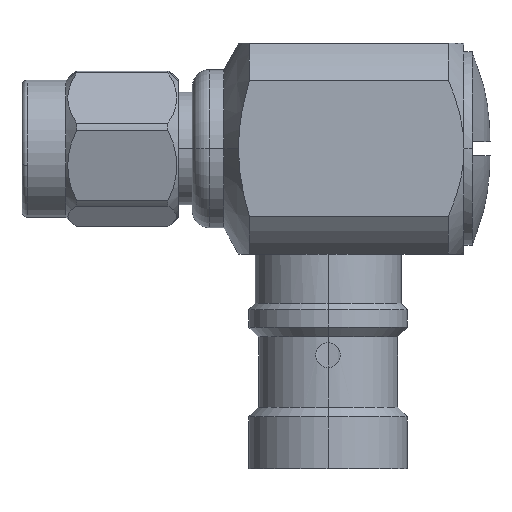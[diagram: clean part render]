
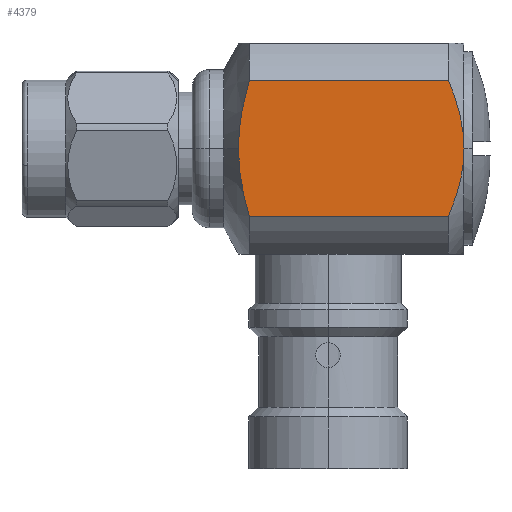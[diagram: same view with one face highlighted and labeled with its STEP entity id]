
A CAD part, top view. The second image highlights one B-rep face of the part: STEP entity #4379.
In plain terms, the highlighted planar face has unit normal (0, 0, 1).
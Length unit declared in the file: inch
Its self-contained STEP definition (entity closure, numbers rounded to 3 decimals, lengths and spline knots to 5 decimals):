
#10 = CARTESIAN_POINT ( 'NONE',  ( 30.82041, 17.63864, 0.23622 ) ) ;
#13 = CARTESIAN_POINT ( 'NONE',  ( 30.81309, 17.614, 0.23622 ) ) ;
#130 = B_SPLINE_CURVE_WITH_KNOTS ( 'NONE', 3,
 ( #1321, #3846, #2807, #623, #1696, #4202, #991, #4576 ),
 .UNSPECIFIED., .F., .F.,
 ( 4, 2, 2, 4 ),
 ( 0.00557, 0.00721, 0.00802, 0.00884 ),
 .UNSPECIFIED. ) ;
#205 = EDGE_LOOP ( 'NONE', ( #2335, #333, #1304, #498, #3733, #2941, #1197 ) ) ;
#333 = ORIENTED_EDGE ( 'NONE', *, *, #4364, .T. ) ;
#337 = VERTEX_POINT ( 'NONE', #3793 ) ;
#377 = CARTESIAN_POINT ( 'NONE',  ( 30.79583, 17.49928, 0.23622 ) ) ;
#396 = CARTESIAN_POINT ( 'NONE',  ( 30.80043, 17.55101, 0.23622 ) ) ;
#407 = LINE ( 'NONE', #963, #1802 ) ;
#472 = CARTESIAN_POINT ( 'NONE',  ( 30.81306, 17.35877, 0.23622 ) ) ;
#498 = ORIENTED_EDGE ( 'NONE', *, *, #2578, .F. ) ;
#516 = B_SPLINE_CURVE_WITH_KNOTS ( 'NONE', 3,
 ( #778, #2905, #4384, #1857, #472, #1542 ),
 .UNSPECIFIED., .F., .F.,
 ( 4, 2, 4 ),
 ( 0.02102, 0.02297, 0.02493 ),
 .UNSPECIFIED. ) ;
#539 = EDGE_CURVE ( 'NONE', #983, #1537, #3759, .T. ) ;
#562 = VECTOR ( 'NONE', #3828, 39.37008 ) ;
#571 = CARTESIAN_POINT ( 'NONE',  ( 31.29968, 17.5148, 0.23622 ) ) ;
#623 = CARTESIAN_POINT ( 'NONE',  ( 31.29045, 17.40484, 0.23622 ) ) ;
#778 = CARTESIAN_POINT ( 'NONE',  ( 30.79583, 17.48634, 0.23622 ) ) ;
#963 = CARTESIAN_POINT ( 'NONE',  ( 31.29968, 17.25012, 0.23622 ) ) ;
#983 = VERTEX_POINT ( 'NONE', #571 ) ;
#991 = CARTESIAN_POINT ( 'NONE',  ( 31.29867, 17.44715, 0.23622 ) ) ;
#1005 = CARTESIAN_POINT ( 'NONE',  ( 30.82041, 17.63864, 0.23622 ) ) ;
#1050 = EDGE_CURVE ( 'NONE', #4648, #1818, #130, .T. ) ;
#1124 = CARTESIAN_POINT ( 'NONE',  ( 30.79873, 17.53821, 0.23622 ) ) ;
#1173 = LINE ( 'NONE', #3455, #562 ) ;
#1197 = ORIENTED_EDGE ( 'NONE', *, *, #539, .T. ) ;
#1304 = ORIENTED_EDGE ( 'NONE', *, *, #2813, .T. ) ;
#1321 = CARTESIAN_POINT ( 'NONE',  ( 31.26588, 17.33403, 0.23622 ) ) ;
#1393 = FACE_OUTER_BOUND ( 'NONE', #205, .T. ) ;
#1434 = CARTESIAN_POINT ( 'NONE',  ( 31.26588, 17.63864, 0.23622 ) ) ;
#1435 = CARTESIAN_POINT ( 'NONE',  ( 30.79642, 17.51233, 0.23622 ) ) ;
#1448 = CARTESIAN_POINT ( 'NONE',  ( 31.29968, 17.5148, 0.23622 ) ) ;
#1537 = VERTEX_POINT ( 'NONE', #1616 ) ;
#1542 = CARTESIAN_POINT ( 'NONE',  ( 30.82041, 17.33403, 0.23622 ) ) ;
#1592 = CARTESIAN_POINT ( 'NONE',  ( 31.26588, 17.33403, 0.23622 ) ) ;
#1616 = CARTESIAN_POINT ( 'NONE',  ( 31.26588, 17.63864, 0.23622 ) ) ;
#1696 = CARTESIAN_POINT ( 'NONE',  ( 31.29298, 17.41525, 0.23622 ) ) ;
#1704 = EDGE_CURVE ( 'NONE', #983, #1818, #407, .T. ) ;
#1789 = CARTESIAN_POINT ( 'NONE',  ( 30.79583, 17.48634, 0.23622 ) ) ;
#1802 = VECTOR ( 'NONE', #3426, 39.37008 ) ;
#1818 = VERTEX_POINT ( 'NONE', #1959 ) ;
#1857 = CARTESIAN_POINT ( 'NONE',  ( 30.80682, 17.38408, 0.23622 ) ) ;
#1959 = CARTESIAN_POINT ( 'NONE',  ( 31.29968, 17.45787, 0.23622 ) ) ;
#2042 = AXIS2_PLACEMENT_3D ( 'NONE', #2512, #2161, #3604 ) ;
#2069 = VECTOR ( 'NONE', #4515, 39.37008 ) ;
#2150 = PLANE ( 'NONE',  #2042 ) ;
#2161 = DIRECTION ( 'NONE',  ( 0., 0., -1. ) ) ;
#2181 = LINE ( 'NONE', #3845, #2069 ) ;
#2335 = ORIENTED_EDGE ( 'NONE', *, *, #4133, .F. ) ;
#2512 = CARTESIAN_POINT ( 'NONE',  ( 31.29968, 17.25012, 0.23622 ) ) ;
#2578 = EDGE_CURVE ( 'NONE', #4648, #337, #1173, .T. ) ;
#2602 = VERTEX_POINT ( 'NONE', #3497 ) ;
#2807 = CARTESIAN_POINT ( 'NONE',  ( 31.28169, 17.37395, 0.23622 ) ) ;
#2813 = EDGE_CURVE ( 'NONE', #2602, #337, #516, .T. ) ;
#2833 = CARTESIAN_POINT ( 'NONE',  ( 31.27424, 17.61895, 0.23622 ) ) ;
#2905 = CARTESIAN_POINT ( 'NONE',  ( 30.79583, 17.46052, 0.23622 ) ) ;
#2941 = ORIENTED_EDGE ( 'NONE', *, *, #1704, .F. ) ;
#3268 = VERTEX_POINT ( 'NONE', #10 ) ;
#3426 = DIRECTION ( 'NONE',  ( 0., -1., 0. ) ) ;
#3455 = CARTESIAN_POINT ( 'NONE',  ( 31.87464, 17.33403, 0.23622 ) ) ;
#3497 = CARTESIAN_POINT ( 'NONE',  ( 30.79583, 17.48634, 0.23622 ) ) ;
#3604 = DIRECTION ( 'NONE',  ( -1., 0., 0. ) ) ;
#3733 = ORIENTED_EDGE ( 'NONE', *, *, #1050, .T. ) ;
#3759 = B_SPLINE_CURVE_WITH_KNOTS ( 'NONE', 3,
 ( #1448, #3925, #4316, #3970, #2833, #1434 ),
 .UNSPECIFIED., .F., .F.,
 ( 4, 2, 4 ),
 ( 0.0103, 0.01194, 0.01357 ),
 .UNSPECIFIED. ) ;
#3793 = CARTESIAN_POINT ( 'NONE',  ( 30.82041, 17.33403, 0.23622 ) ) ;
#3828 = DIRECTION ( 'NONE',  ( -1., 0., 0. ) ) ;
#3845 = CARTESIAN_POINT ( 'NONE',  ( 31.87464, 17.63864, 0.23622 ) ) ;
#3846 = CARTESIAN_POINT ( 'NONE',  ( 31.27429, 17.35384, 0.23622 ) ) ;
#3925 = CARTESIAN_POINT ( 'NONE',  ( 31.29768, 17.53611, 0.23622 ) ) ;
#3970 = CARTESIAN_POINT ( 'NONE',  ( 31.28164, 17.59888, 0.23622 ) ) ;
#4133 = EDGE_CURVE ( 'NONE', #3268, #1537, #2181, .T. ) ;
#4202 = CARTESIAN_POINT ( 'NONE',  ( 31.29709, 17.43638, 0.23622 ) ) ;
#4301 = B_SPLINE_CURVE_WITH_KNOTS ( 'NONE', 3,
 ( #1005, #13, #4302, #396, #1124, #1435, #377, #1789 ),
 .UNSPECIFIED., .F., .F.,
 ( 4, 2, 2, 4 ),
 ( 0.01709, 0.01905, 0.02003, 0.02102 ),
 .UNSPECIFIED. ) ;
#4302 = CARTESIAN_POINT ( 'NONE',  ( 30.80692, 17.58908, 0.23622 ) ) ;
#4316 = CARTESIAN_POINT ( 'NONE',  ( 31.29339, 17.55752, 0.23622 ) ) ;
#4364 = EDGE_CURVE ( 'NONE', #3268, #2602, #4301, .T. ) ;
#4379 = ADVANCED_FACE ( 'NONE', ( #1393 ), #2150, .F. ) ;
#4384 = CARTESIAN_POINT ( 'NONE',  ( 30.79819, 17.43492, 0.23622 ) ) ;
#4515 = DIRECTION ( 'NONE',  ( 1., 0., 0. ) ) ;
#4576 = CARTESIAN_POINT ( 'NONE',  ( 31.29968, 17.45787, 0.23622 ) ) ;
#4648 = VERTEX_POINT ( 'NONE', #1592 ) ;
